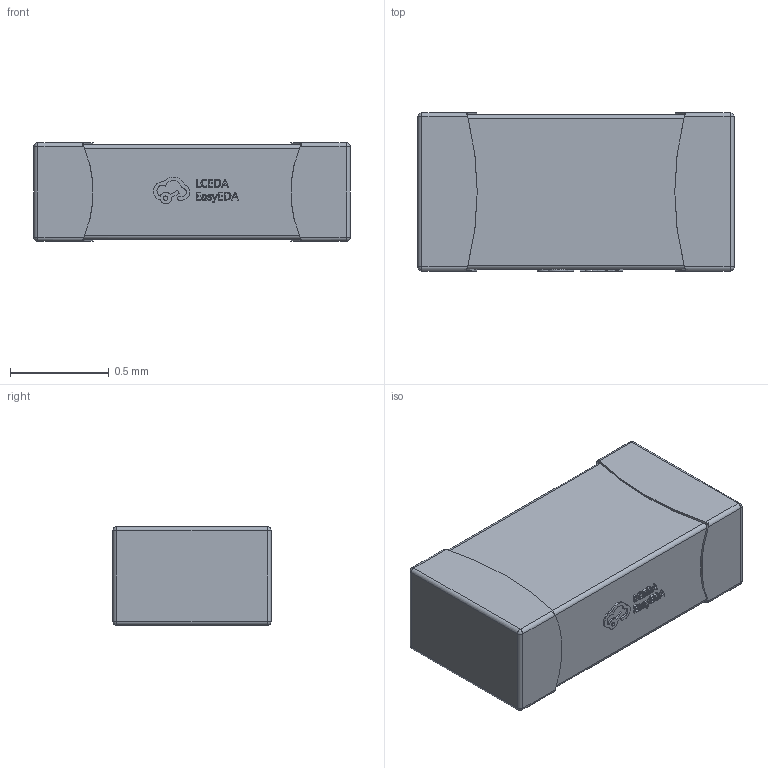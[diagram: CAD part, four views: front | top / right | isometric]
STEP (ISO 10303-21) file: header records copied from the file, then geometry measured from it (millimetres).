
FILE_DESCRIPTION(('FreeCAD Model'),'2;1');
FILE_NAME('Open CASCADE Shape Model','2022-12-05T17:03:07',(''),(''), 'Open CASCADE STEP processor 7.6','FreeCAD','Unknown');
FILE_SCHEMA(('AUTOMOTIVE_DESIGN { 1 0 10303 214 1 1 1 1 }'));
Length unit declared in the file: millimetre
Products named in the file (3): L1; L0603; SOLID
Assembly tree (2 placements, depth 3):
  L1
    L0603
      SOLID
Bounding box: 1.6 x 0.8 x 0.5 mm (x, y, z)
Volume: 0.6 mm3; surface area: 4.9 mm2
Topology: 1 solids, 1 shells, 341 faces, 923 edges, 602 vertices
Faces by surface type: plane 193, bspline 112, cylinder 28, sphere 8
Entity records: 26738 total; most frequent: CARTESIAN_POINT 9601, DIRECTION 2428, LINE 1856, VECTOR 1856, ORIENTED_EDGE 1830, PCURVE 1830, DEFINITIONAL_REPRESENTATION 1830, EDGE_CURVE 915
